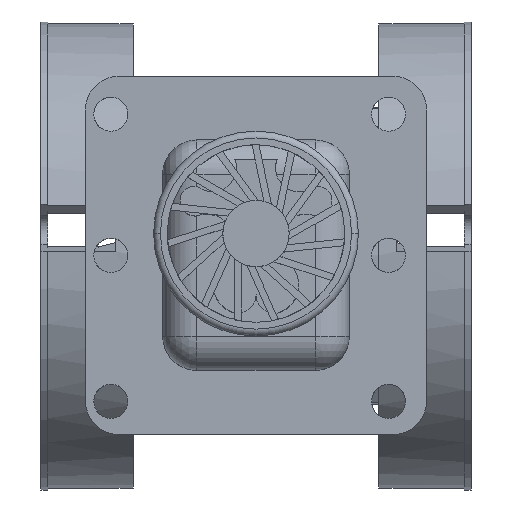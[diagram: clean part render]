
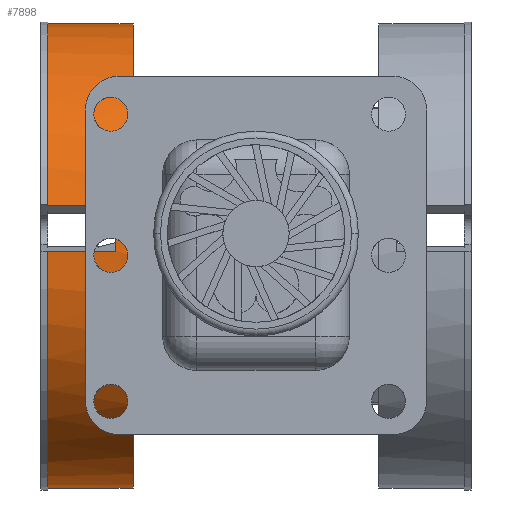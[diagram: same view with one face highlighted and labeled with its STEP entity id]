
A CAD part, top view. The second image highlights one B-rep face of the part: STEP entity #7898.
In plain terms, the highlighted cylindrical face has radius 67.962 mm (diameter 135.924 mm), a partial arc.
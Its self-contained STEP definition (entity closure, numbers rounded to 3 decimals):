
#3893=CARTESIAN_POINT('Axis2P3D Location',(-36.,0.,0.)) ;
#3897=CARTESIAN_POINT('Vertex',(-36.,67.962,0.)) ;
#3899=CARTESIAN_POINT('Vertex',(-36.,-67.962,0.)) ;
#6690=CARTESIAN_POINT('Vertex',(-61.,1.299,67.95)) ;
#6718=CARTESIAN_POINT('Vertex',(-61.,-67.962,0.)) ;
#6721=CARTESIAN_POINT('Axis2P3D Location',(-61.,0.,0.)) ;
#6755=CARTESIAN_POINT('Vertex',(-61.,14.716,66.35)) ;
#6758=CARTESIAN_POINT('Axis2P3D Location',(-61.,0.,0.)) ;
#6762=CARTESIAN_POINT('Vertex',(-61.,67.962,0.)) ;
#7723=CARTESIAN_POINT('Axis2P3D Location',(48.5,0.,0.)) ;
#7728=CARTESIAN_POINT('Line Origine',(0.,67.962,0.)) ;
#7733=CARTESIAN_POINT('Line Origine',(0.,-67.962,0.)) ;
#7822=CARTESIAN_POINT('Vertex',(-41.,14.716,66.35)) ;
#7825=CARTESIAN_POINT('Line Origine',(-51.,14.716,66.35)) ;
#7876=CARTESIAN_POINT('Axis2P3D Location',(-41.,0.,0.)) ;
#7880=CARTESIAN_POINT('Vertex',(-41.,1.299,67.95)) ;
#7883=CARTESIAN_POINT('Line Origine',(0.,1.299,67.95)) ;
#3894=DIRECTION('Axis2P3D Direction',(1.,0.,0.)) ;
#6722=DIRECTION('Axis2P3D Direction',(1.,0.,0.)) ;
#6759=DIRECTION('Axis2P3D Direction',(1.,0.,0.)) ;
#7724=DIRECTION('Axis2P3D Direction',(1.,0.,0.)) ;
#7725=DIRECTION('Axis2P3D XDirection',(0.,1.,0.)) ;
#7729=DIRECTION('Vector Direction',(1.,0.,0.)) ;
#7734=DIRECTION('Vector Direction',(1.,0.,0.)) ;
#7826=DIRECTION('Vector Direction',(1.,0.,0.)) ;
#7877=DIRECTION('Axis2P3D Direction',(1.,0.,0.)) ;
#7884=DIRECTION('Vector Direction',(1.,0.,0.)) ;
#3895=AXIS2_PLACEMENT_3D('Circle Axis2P3D',#3893,#3894,$) ;
#6723=AXIS2_PLACEMENT_3D('Circle Axis2P3D',#6721,#6722,$) ;
#6760=AXIS2_PLACEMENT_3D('Circle Axis2P3D',#6758,#6759,$) ;
#7726=AXIS2_PLACEMENT_3D('Cylinder Axis2P3D',#7723,#7724,#7725) ;
#7878=AXIS2_PLACEMENT_3D('Circle Axis2P3D',#7876,#7877,$) ;
#7889=ORIENTED_EDGE('',*,*,#6725,.T.) ;
#7890=ORIENTED_EDGE('',*,*,#7737,.F.) ;
#7891=ORIENTED_EDGE('',*,*,#3901,.F.) ;
#7892=ORIENTED_EDGE('',*,*,#7732,.T.) ;
#7893=ORIENTED_EDGE('',*,*,#6764,.T.) ;
#7894=ORIENTED_EDGE('',*,*,#7829,.T.) ;
#7895=ORIENTED_EDGE('',*,*,#7882,.T.) ;
#7896=ORIENTED_EDGE('',*,*,#7887,.F.) ;
#7730=VECTOR('Line Direction',#7729,1.) ;
#7735=VECTOR('Line Direction',#7734,1.) ;
#7827=VECTOR('Line Direction',#7826,1.) ;
#7885=VECTOR('Line Direction',#7884,1.) ;
#7898=ADVANCED_FACE('PartBody',(#7897),#7727,.T.) ;
#3896=CIRCLE('generated circle',#3895,67.962) ;
#6724=CIRCLE('generated circle',#6723,67.962) ;
#6761=CIRCLE('generated circle',#6760,67.962) ;
#7879=CIRCLE('generated circle',#7878,67.962) ;
#7727=CYLINDRICAL_SURFACE('generated cylinder',#7726,67.962) ;
#3901=EDGE_CURVE('',#3898,#3900,#3896,.T.) ;
#6725=EDGE_CURVE('',#6691,#6719,#6724,.T.) ;
#6764=EDGE_CURVE('',#6763,#6756,#6761,.T.) ;
#7732=EDGE_CURVE('',#3898,#6763,#7731,.F.) ;
#7737=EDGE_CURVE('',#3900,#6719,#7736,.F.) ;
#7829=EDGE_CURVE('',#6756,#7823,#7828,.T.) ;
#7882=EDGE_CURVE('',#7823,#7881,#7879,.T.) ;
#7887=EDGE_CURVE('',#6691,#7881,#7886,.T.) ;
#7888=EDGE_LOOP('',(#7889,#7890,#7891,#7892,#7893,#7894,#7895,#7896)) ;
#7897=FACE_OUTER_BOUND('',#7888,.T.) ;
#7731=LINE('Line',#7728,#7730) ;
#7736=LINE('Line',#7733,#7735) ;
#7828=LINE('Line',#7825,#7827) ;
#7886=LINE('Line',#7883,#7885) ;
#3898=VERTEX_POINT('',#3897) ;
#3900=VERTEX_POINT('',#3899) ;
#6691=VERTEX_POINT('',#6690) ;
#6719=VERTEX_POINT('',#6718) ;
#6756=VERTEX_POINT('',#6755) ;
#6763=VERTEX_POINT('',#6762) ;
#7823=VERTEX_POINT('',#7822) ;
#7881=VERTEX_POINT('',#7880) ;
